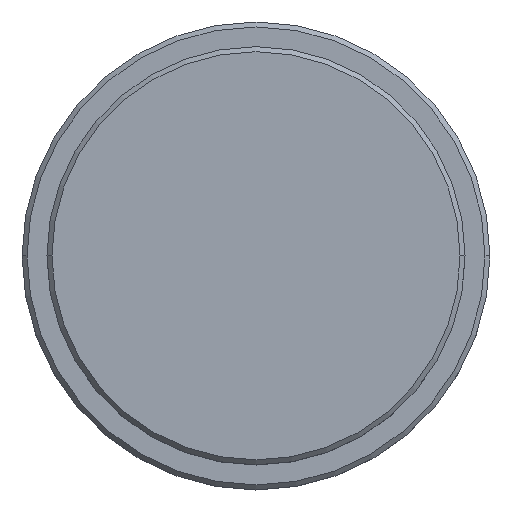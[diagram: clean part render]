
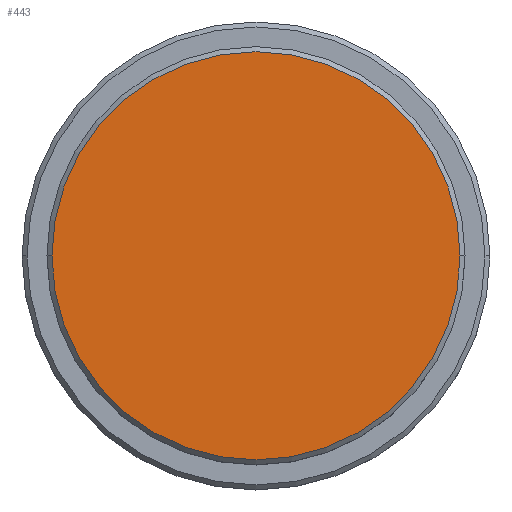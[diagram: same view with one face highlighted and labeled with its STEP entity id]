
A CAD part, top view. The second image highlights one B-rep face of the part: STEP entity #443.
In plain terms, the highlighted planar face has unit normal (0, 0, 1).
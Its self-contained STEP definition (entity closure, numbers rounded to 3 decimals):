
#10 = AXIS2_PLACEMENT_3D ( 'NONE', #1019, #1355, #46 ) ;
#14 = VERTEX_POINT ( 'NONE', #388 ) ;
#46 = DIRECTION ( 'NONE',  ( 1., 0., 0. ) ) ;
#103 = PLANE ( 'NONE',  #1410 ) ;
#180 = DIRECTION ( 'NONE',  ( 0., 0., 1. ) ) ;
#190 = FACE_OUTER_BOUND ( 'NONE', #1047, .T. ) ;
#204 = DIRECTION ( 'NONE',  ( 1., 0., 0. ) ) ;
#388 = CARTESIAN_POINT ( 'NONE',  ( -20.5, 0., 0. ) ) ;
#396 = DIRECTION ( 'NONE',  ( 1., 0., 0. ) ) ;
#415 = DIRECTION ( 'NONE',  ( 0., 0., 1. ) ) ;
#443 = ADVANCED_FACE ( 'NONE', ( #190 ), #103, .T. ) ;
#470 = CIRCLE ( 'NONE', #10, 20.5 ) ;
#481 = VERTEX_POINT ( 'NONE', #726 ) ;
#502 = CARTESIAN_POINT ( 'NONE',  ( 0., 0., 0. ) ) ;
#703 = ORIENTED_EDGE ( 'NONE', *, *, #1378, .T. ) ;
#726 = CARTESIAN_POINT ( 'NONE',  ( 20.5, 0., 0. ) ) ;
#897 = ORIENTED_EDGE ( 'NONE', *, *, #1279, .T. ) ;
#970 = CARTESIAN_POINT ( 'NONE',  ( 0., 0., 0. ) ) ;
#1019 = CARTESIAN_POINT ( 'NONE',  ( 0., 0., 0. ) ) ;
#1047 = EDGE_LOOP ( 'NONE', ( #897, #703 ) ) ;
#1279 = EDGE_CURVE ( 'NONE', #14, #481, #470, .T. ) ;
#1314 = AXIS2_PLACEMENT_3D ( 'NONE', #502, #180, #396 ) ;
#1355 = DIRECTION ( 'NONE',  ( 0., 0., 1. ) ) ;
#1378 = EDGE_CURVE ( 'NONE', #481, #14, #1406, .T. ) ;
#1406 = CIRCLE ( 'NONE', #1314, 20.5 ) ;
#1410 = AXIS2_PLACEMENT_3D ( 'NONE', #970, #415, #204 ) ;
